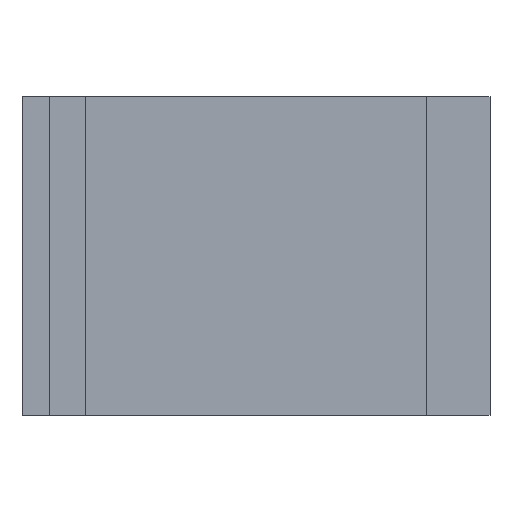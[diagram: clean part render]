
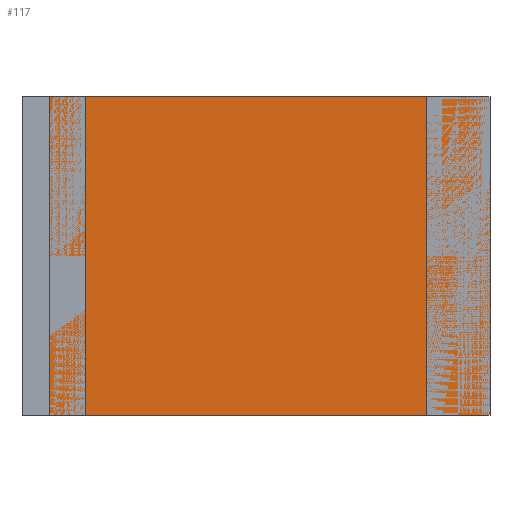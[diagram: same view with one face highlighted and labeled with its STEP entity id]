
A CAD part, front view. The second image highlights one B-rep face of the part: STEP entity #117.
In plain terms, the highlighted planar face has unit normal (0, -1, 0).
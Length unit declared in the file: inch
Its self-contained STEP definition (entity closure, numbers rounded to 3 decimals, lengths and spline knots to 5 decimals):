
#117=ADVANCED_FACE('',(#225),#226,.F.);
#225=FACE_OUTER_BOUND('',#350,.T.);
#226=PLANE('',#351);
#350=EDGE_LOOP('',(#496,#497,#498,#499));
#351=AXIS2_PLACEMENT_3D('',#500,#501,#502);
#496=ORIENTED_EDGE('',*,*,#705,.T.);
#497=ORIENTED_EDGE('',*,*,#706,.F.);
#498=ORIENTED_EDGE('',*,*,#702,.F.);
#499=ORIENTED_EDGE('',*,*,#676,.F.);
#500=CARTESIAN_POINT('',(-0.07827,0.13124,0.89665));
#501=DIRECTION('',(0.0,1.0,0.));
#502=DIRECTION('',(0.0,0.,1.0));
#676=EDGE_CURVE('',#783,#785,#786,.T.);
#702=EDGE_CURVE('',#785,#826,#827,.T.);
#705=EDGE_CURVE('',#783,#830,#831,.T.);
#706=EDGE_CURVE('',#826,#830,#832,.T.);
#783=VERTEX_POINT('',#930);
#785=VERTEX_POINT('',#933);
#786=LINE('',#934,#935);
#826=VERTEX_POINT('',#993);
#827=LINE('',#994,#995);
#830=VERTEX_POINT('',#999);
#831=LINE('',#1000,#1001);
#832=LINE('',#1002,#1003);
#930=CARTESIAN_POINT('',(-0.02382,0.13124,0.85728));
#933=CARTESIAN_POINT('',(-0.13273,0.13124,0.85728));
#934=CARTESIAN_POINT('',(-0.07827,0.13124,0.85728));
#935=VECTOR('',#1097,1.0);
#993=CARTESIAN_POINT('',(-0.13273,0.13124,0.93602));
#994=CARTESIAN_POINT('',(-0.13273,0.13124,0.89665));
#995=VECTOR('',#1116,1.0);
#999=CARTESIAN_POINT('',(-0.02382,0.13124,0.93602));
#1000=CARTESIAN_POINT('',(-0.02382,0.13124,0.89665));
#1001=VECTOR('',#1118,1.0);
#1002=CARTESIAN_POINT('',(-0.07827,0.13124,0.93602));
#1003=VECTOR('',#1119,1.0);
#1097=DIRECTION('',(-1.0,-0.0,0.0));
#1116=DIRECTION('',(0.0,0.,1.0));
#1118=DIRECTION('',(0.0,0.,1.0));
#1119=DIRECTION('',(1.0,0.0,0.0));
